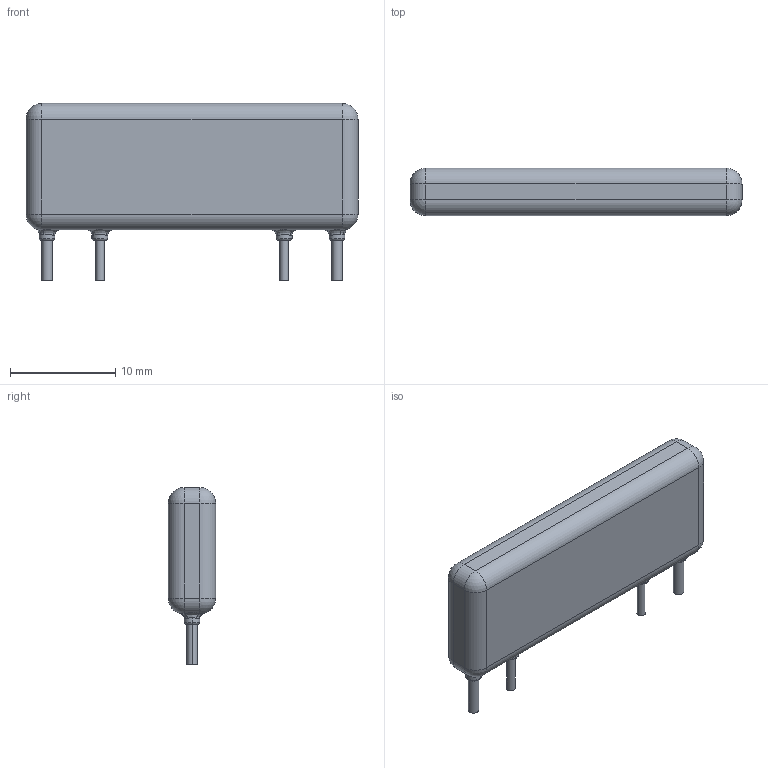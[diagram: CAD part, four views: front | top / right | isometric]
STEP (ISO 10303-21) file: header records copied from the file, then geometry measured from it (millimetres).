
FILE_DESCRIPTION((''),'2;1');
FILE_NAME('RES_VISHAY_VCS232.stp','2012-11-12T16:49:12',(''),(''),'Mechanical Desktop 2011','Mechanical Desktop 2011',', , ');
FILE_SCHEMA(('AUTOMOTIVE_DESIGN { 1 2 10303 214 1 1 1 1 }'));
Length unit declared in the file: millimetre
Products named in the file (1): Product
Bounding box: 31.5 x 4.5 x 16.8 mm (x, y, z)
Volume: 1630.8 mm3; surface area: 1084.5 mm2
Topology: 5 solids, 5 shells, 84 faces, 178 edges, 100 vertices
Faces by surface type: cylinder 28, bspline 20, plane 20, torus 8, sphere 8
Entity records: 4852 total; most frequent: CARTESIAN_POINT 3073, DIRECTION 376, ORIENTED_EDGE 348, EDGE_CURVE 174, AXIS2_PLACEMENT_3D 167, CIRCLE 102, VERTEX_POINT 100, EDGE_LOOP 84
